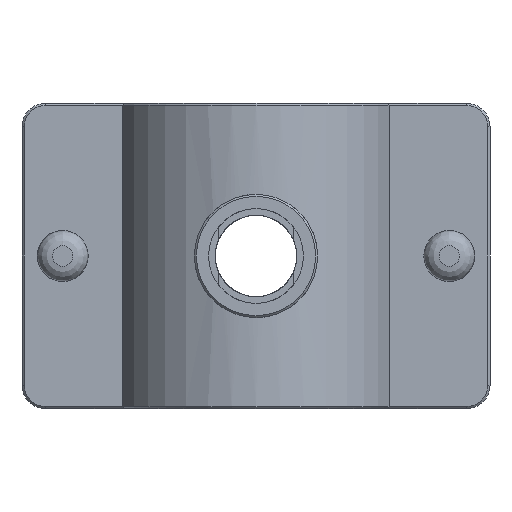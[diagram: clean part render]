
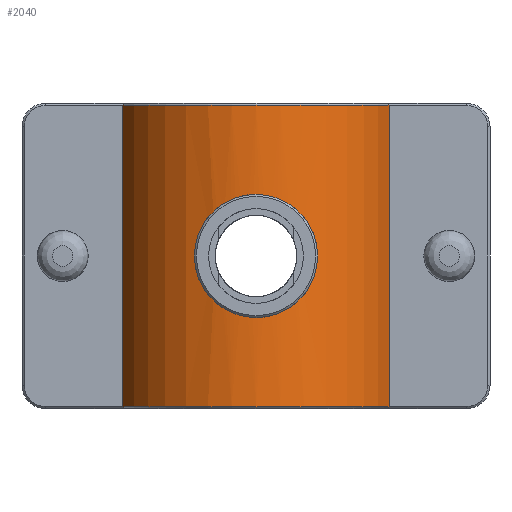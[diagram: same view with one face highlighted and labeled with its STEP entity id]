
A CAD part, front view. The second image highlights one B-rep face of the part: STEP entity #2040.
In plain terms, the highlighted cylindrical face has radius 28 mm (diameter 56 mm), a partial arc.
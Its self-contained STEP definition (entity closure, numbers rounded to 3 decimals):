
#64=LINE('',#2969,#224);
#65=LINE('',#2972,#225);
#66=LINE('',#2975,#226);
#67=LINE('',#2978,#227);
#164=LINE('',#3504,#324);
#165=LINE('',#3506,#325);
#224=VECTOR('',#2327,2.637);
#225=VECTOR('',#2330,2.637);
#226=VECTOR('',#2333,2.637);
#227=VECTOR('',#2336,2.637);
#324=VECTOR('',#2667,59.2);
#325=VECTOR('',#2670,59.2);
#468=FACE_BOUND('',#712,.T.);
#566=FACE_OUTER_BOUND('',#711,.T.);
#711=EDGE_LOOP('',(#1668,#1669,#1670,#1671));
#712=EDGE_LOOP('',(#1672,#1673,#1674,#1675,#1676,#1677,#1678,#1679));
#838=CIRCLE('',#2207,28.);
#839=CIRCLE('',#2210,28.);
#877=B_SPLINE_CURVE_WITH_KNOTS('',3,(#2915,#2916,#2917,#2918,#2919,#2920),
 .UNSPECIFIED.,.F.,.F.,(4,2,4),(2.129,2.425,2.722),
 .UNSPECIFIED.);
#878=B_SPLINE_CURVE_WITH_KNOTS('',3,(#2924,#2925,#2926,#2927,#2928,#2929,
#2930),.UNSPECIFIED.,.F.,.F.,(4,3,4),(-0.296,0.,0.296),
 .UNSPECIFIED.);
#880=B_SPLINE_CURVE_WITH_KNOTS('',3,(#2980,#2981,#2982,#2983,#2984,#2985,
#2986,#2987,#2988,#2989,#2990,#2991,#2992,#2993),.UNSPECIFIED.,.F.,.F.,
(4,2,2,2,2,2,4),(0.582,0.708,1.062,1.415,
1.769,2.123,2.248),.UNSPECIFIED.);
#881=B_SPLINE_CURVE_WITH_KNOTS('',3,(#2995,#2996,#2997,#2998,#2999,#3000,
#3001,#3002,#3003,#3004,#3005,#3006,#3007,#3008),.UNSPECIFIED.,.F.,.F.,
(4,2,2,2,2,2,4),(3.413,3.539,3.892,4.246,
4.6,4.954,5.079),.UNSPECIFIED.);
#899=VERTEX_POINT('',#2913);
#900=VERTEX_POINT('',#2914);
#901=VERTEX_POINT('',#2921);
#902=VERTEX_POINT('',#2923);
#904=VERTEX_POINT('',#2968);
#905=VERTEX_POINT('',#2970);
#906=VERTEX_POINT('',#2974);
#907=VERTEX_POINT('',#2976);
#1005=VERTEX_POINT('',#3444);
#1006=VERTEX_POINT('',#3449);
#1007=VERTEX_POINT('',#3456);
#1009=VERTEX_POINT('',#3465);
#1085=EDGE_CURVE('',#899,#900,#877,.T.);
#1087=EDGE_CURVE('',#902,#901,#878,.T.);
#1090=EDGE_CURVE('',#904,#899,#64,.T.);
#1092=EDGE_CURVE('',#901,#905,#65,.T.);
#1093=EDGE_CURVE('',#906,#902,#66,.T.);
#1095=EDGE_CURVE('',#900,#907,#67,.T.);
#1096=EDGE_CURVE('',#905,#904,#880,.T.);
#1097=EDGE_CURVE('',#907,#906,#881,.T.);
#1238=EDGE_CURVE('',#1005,#1006,#838,.T.);
#1244=EDGE_CURVE('',#1009,#1007,#839,.T.);
#1261=EDGE_CURVE('',#1005,#1007,#164,.T.);
#1262=EDGE_CURVE('',#1006,#1009,#165,.T.);
#1668=ORIENTED_EDGE('',*,*,#1238,.F.);
#1669=ORIENTED_EDGE('',*,*,#1261,.T.);
#1670=ORIENTED_EDGE('',*,*,#1244,.F.);
#1671=ORIENTED_EDGE('',*,*,#1262,.F.);
#1672=ORIENTED_EDGE('',*,*,#1085,.T.);
#1673=ORIENTED_EDGE('',*,*,#1095,.T.);
#1674=ORIENTED_EDGE('',*,*,#1097,.T.);
#1675=ORIENTED_EDGE('',*,*,#1093,.T.);
#1676=ORIENTED_EDGE('',*,*,#1087,.T.);
#1677=ORIENTED_EDGE('',*,*,#1092,.T.);
#1678=ORIENTED_EDGE('',*,*,#1096,.T.);
#1679=ORIENTED_EDGE('',*,*,#1090,.T.);
#1951=CYLINDRICAL_SURFACE('',#2225,28.);
#2040=ADVANCED_FACE('',(#566,#468),#1951,.T.);
#2207=AXIS2_PLACEMENT_3D('',#3450,#2617,#2618);
#2210=AXIS2_PLACEMENT_3D('',#3470,#2625,#2626);
#2225=AXIS2_PLACEMENT_3D('',#3505,#2668,#2669);
#2327=DIRECTION('',(0.,0.,-1.));
#2330=DIRECTION('',(0.,0.,1.));
#2333=DIRECTION('',(0.,0.,1.));
#2336=DIRECTION('',(0.,0.,-1.));
#2617=DIRECTION('center_axis',(0.,0.,-1.));
#2618=DIRECTION('ref_axis',(1.,0.,0.));
#2625=DIRECTION('center_axis',(0.,0.,1.));
#2626=DIRECTION('ref_axis',(1.,0.,0.));
#2667=DIRECTION('',(0.,0.,1.));
#2668=DIRECTION('center_axis',(0.,0.,1.));
#2669=DIRECTION('ref_axis',(1.,0.,0.));
#2670=DIRECTION('',(0.,0.,1.));
#2913=CARTESIAN_POINT('',(7.416,-27.,3.));
#2914=CARTESIAN_POINT('',(7.416,-27.,-3.));
#2915=CARTESIAN_POINT('Ctrl Pts',(7.416,-27.,3.));
#2916=CARTESIAN_POINT('Ctrl Pts',(7.807,-26.893,2.035));
#2917=CARTESIAN_POINT('Ctrl Pts',(8.,-26.833,0.987));
#2918=CARTESIAN_POINT('Ctrl Pts',(8.,-26.833,-0.987));
#2919=CARTESIAN_POINT('Ctrl Pts',(7.807,-26.893,-2.035));
#2920=CARTESIAN_POINT('Ctrl Pts',(7.416,-27.,-3.));
#2921=CARTESIAN_POINT('',(-7.416,-27.,3.));
#2923=CARTESIAN_POINT('',(-7.416,-27.,-3.));
#2924=CARTESIAN_POINT('Ctrl Pts',(-7.416,-27.,-3.));
#2925=CARTESIAN_POINT('Ctrl Pts',(-7.807,-26.893,-2.035));
#2926=CARTESIAN_POINT('Ctrl Pts',(-8.,-26.833,-0.987));
#2927=CARTESIAN_POINT('Ctrl Pts',(-8.,-26.833,0.));
#2928=CARTESIAN_POINT('Ctrl Pts',(-8.,-26.833,0.987));
#2929=CARTESIAN_POINT('Ctrl Pts',(-7.807,-26.893,2.035));
#2930=CARTESIAN_POINT('Ctrl Pts',(-7.416,-27.,3.));
#2968=CARTESIAN_POINT('',(7.416,-27.,5.637));
#2969=CARTESIAN_POINT('',(7.416,-27.,0.));
#2970=CARTESIAN_POINT('',(-7.416,-27.,5.637));
#2972=CARTESIAN_POINT('',(-7.416,-27.,0.));
#2974=CARTESIAN_POINT('',(-7.416,-27.,-5.637));
#2975=CARTESIAN_POINT('',(-7.416,-27.,0.));
#2976=CARTESIAN_POINT('',(7.416,-27.,-5.637));
#2978=CARTESIAN_POINT('',(7.416,-27.,0.));
#2980=CARTESIAN_POINT('Ctrl Pts',(-7.416,-27.,5.637));
#2981=CARTESIAN_POINT('Ctrl Pts',(-7.157,-27.071,5.978));
#2982=CARTESIAN_POINT('Ctrl Pts',(-6.878,-27.144,6.296));
#2983=CARTESIAN_POINT('Ctrl Pts',(-5.765,-27.413,7.409));
#2984=CARTESIAN_POINT('Ctrl Pts',(-4.724,-27.623,8.124));
#2985=CARTESIAN_POINT('Ctrl Pts',(-2.431,-27.918,9.078));
#2986=CARTESIAN_POINT('Ctrl Pts',(-1.179,-28.,9.316));
#2987=CARTESIAN_POINT('Ctrl Pts',(1.179,-28.,9.316));
#2988=CARTESIAN_POINT('Ctrl Pts',(2.431,-27.918,9.078));
#2989=CARTESIAN_POINT('Ctrl Pts',(4.724,-27.623,8.124));
#2990=CARTESIAN_POINT('Ctrl Pts',(5.765,-27.413,7.409));
#2991=CARTESIAN_POINT('Ctrl Pts',(6.878,-27.144,6.296));
#2992=CARTESIAN_POINT('Ctrl Pts',(7.157,-27.071,5.978));
#2993=CARTESIAN_POINT('Ctrl Pts',(7.416,-27.,5.637));
#2995=CARTESIAN_POINT('Ctrl Pts',(7.416,-27.,-5.637));
#2996=CARTESIAN_POINT('Ctrl Pts',(7.157,-27.071,-5.978));
#2997=CARTESIAN_POINT('Ctrl Pts',(6.878,-27.144,-6.296));
#2998=CARTESIAN_POINT('Ctrl Pts',(5.765,-27.413,-7.409));
#2999=CARTESIAN_POINT('Ctrl Pts',(4.724,-27.623,-8.124));
#3000=CARTESIAN_POINT('Ctrl Pts',(2.431,-27.918,-9.078));
#3001=CARTESIAN_POINT('Ctrl Pts',(1.179,-28.,-9.316));
#3002=CARTESIAN_POINT('Ctrl Pts',(-1.179,-28.,-9.316));
#3003=CARTESIAN_POINT('Ctrl Pts',(-2.431,-27.918,-9.078));
#3004=CARTESIAN_POINT('Ctrl Pts',(-4.724,-27.623,-8.124));
#3005=CARTESIAN_POINT('Ctrl Pts',(-5.765,-27.413,-7.409));
#3006=CARTESIAN_POINT('Ctrl Pts',(-6.878,-27.144,-6.296));
#3007=CARTESIAN_POINT('Ctrl Pts',(-7.157,-27.071,-5.978));
#3008=CARTESIAN_POINT('Ctrl Pts',(-7.416,-27.,-5.637));
#3444=CARTESIAN_POINT('',(26.153,-10.,-29.6));
#3449=CARTESIAN_POINT('',(-26.153,-10.,-29.6));
#3450=CARTESIAN_POINT('Origin',(0.,0.,-29.6));
#3456=CARTESIAN_POINT('',(26.153,-10.,29.6));
#3465=CARTESIAN_POINT('',(-26.153,-10.,29.6));
#3470=CARTESIAN_POINT('Origin',(0.,0.,29.6));
#3504=CARTESIAN_POINT('',(26.153,-10.,0.));
#3505=CARTESIAN_POINT('Origin',(0.,0.,0.));
#3506=CARTESIAN_POINT('',(-26.153,-10.,0.));
